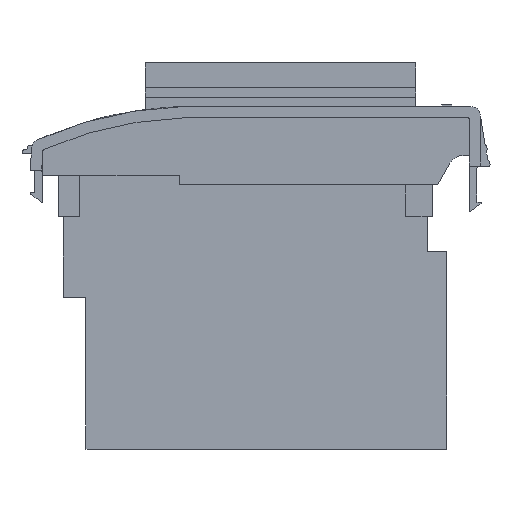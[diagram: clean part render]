
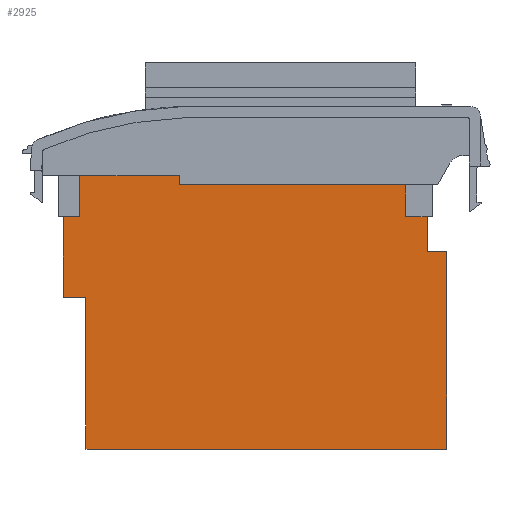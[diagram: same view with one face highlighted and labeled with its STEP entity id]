
A CAD part, left-side view. The second image highlights one B-rep face of the part: STEP entity #2925.
In plain terms, the highlighted planar face has unit normal (-1, 0, 0).
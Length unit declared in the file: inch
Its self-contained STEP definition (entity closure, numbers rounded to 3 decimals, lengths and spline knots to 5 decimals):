
#1188 = VERTEX_POINT ( 'NONE', #7805 ) ;
#1215 = VERTEX_POINT ( 'NONE', #7888 ) ;
#2234 = EDGE_CURVE ( 'NONE', #2238, #2235, #10817, .T. ) ;
#2235 = VERTEX_POINT ( 'NONE', #10809 ) ;
#2238 = VERTEX_POINT ( 'NONE', #10796 ) ;
#2240 = EDGE_CURVE ( 'NONE', #2249, #2238, #10792, .T. ) ;
#2249 = VERTEX_POINT ( 'NONE', #10884 ) ;
#2327 = EDGE_CURVE ( 'NONE', #1188, #2249, #11165, .T. ) ;
#2644 = EDGE_CURVE ( 'NONE', #2701, #2645, #12157, .T. ) ;
#2645 = VERTEX_POINT ( 'NONE', #12152 ) ;
#2693 = EDGE_CURVE ( 'NONE', #2645, #3119, #12310, .T. ) ;
#2700 = EDGE_CURVE ( 'NONE', #1215, #2701, #12405, .T. ) ;
#2701 = VERTEX_POINT ( 'NONE', #12401 ) ;
#2917 = EDGE_CURVE ( 'NONE', #2930, #1215, #11093, .T. ) ;
#2921 = ORIENTED_EDGE ( 'NONE', *, *, #2327, .F. ) ;
#2922 = ORIENTED_EDGE ( 'NONE', *, *, #3125, .F. ) ;
#2923 = ORIENTED_EDGE ( 'NONE', *, *, #2234, .F. ) ;
#2924 = ORIENTED_EDGE ( 'NONE', *, *, #2240, .F. ) ;
#2925 = ADVANCED_FACE ( 'NONE', ( #11192 ), #11154, .T. ) ;
#2926 = ORIENTED_EDGE ( 'NONE', *, *, #2929, .T. ) ;
#2927 = EDGE_LOOP ( 'NONE', ( #2926, #2923, #2924, #2921, #2922, #3019, #3018, #3016, #3012, #3015, #3017, #3013 ) ) ;
#2929 = EDGE_CURVE ( 'NONE', #2930, #2235, #11262, .T. ) ;
#2930 = VERTEX_POINT ( 'NONE', #11254 ) ;
#3012 = ORIENTED_EDGE ( 'NONE', *, *, #2693, .F. ) ;
#3013 = ORIENTED_EDGE ( 'NONE', *, *, #2917, .F. ) ;
#3015 = ORIENTED_EDGE ( 'NONE', *, *, #2644, .F. ) ;
#3016 = ORIENTED_EDGE ( 'NONE', *, *, #3116, .F. ) ;
#3017 = ORIENTED_EDGE ( 'NONE', *, *, #2700, .F. ) ;
#3018 = ORIENTED_EDGE ( 'NONE', *, *, #3182, .F. ) ;
#3019 = ORIENTED_EDGE ( 'NONE', *, *, #3172, .F. ) ;
#3116 = EDGE_CURVE ( 'NONE', #3119, #3121, #11936, .T. ) ;
#3119 = VERTEX_POINT ( 'NONE', #11927 ) ;
#3121 = VERTEX_POINT ( 'NONE', #11925 ) ;
#3125 = EDGE_CURVE ( 'NONE', #3173, #1188, #11912, .T. ) ;
#3172 = EDGE_CURVE ( 'NONE', #3186, #3173, #12069, .T. ) ;
#3173 = VERTEX_POINT ( 'NONE', #12174 ) ;
#3182 = EDGE_CURVE ( 'NONE', #3121, #3186, #12225, .T. ) ;
#3186 = VERTEX_POINT ( 'NONE', #12210 ) ;
#7805 = CARTESIAN_POINT ( 'NONE',  ( 1.84006, 3.99348, 0.505 ) ) ;
#7888 = CARTESIAN_POINT ( 'NONE',  ( 1.84006, 1.59848, 0.235 ) ) ;
#10788 = DIRECTION ( 'NONE',  ( 0., 0., -1. ) ) ;
#10790 = VECTOR ( 'NONE', #10788, 39.37008 ) ;
#10791 = CARTESIAN_POINT ( 'NONE',  ( 1.84006, 3.22916, 0.445 ) ) ;
#10792 = LINE ( 'NONE', #10791, #10790 ) ;
#10796 = CARTESIAN_POINT ( 'NONE',  ( 1.84006, 3.22916, 0.445 ) ) ;
#10809 = CARTESIAN_POINT ( 'NONE',  ( 1.84006, 1.73848, 0.445 ) ) ;
#10812 = DIRECTION ( 'NONE',  ( 0., -1., 0. ) ) ;
#10813 = VECTOR ( 'NONE', #10812, 39.37008 ) ;
#10816 = CARTESIAN_POINT ( 'NONE',  ( 1.84006, 1.52916, 0.445 ) ) ;
#10817 = LINE ( 'NONE', #10816, #10813 ) ;
#10884 = CARTESIAN_POINT ( 'NONE',  ( 1.84006, 3.22916, 0.505 ) ) ;
#11087 = DIRECTION ( 'NONE',  ( 0., -1., 0. ) ) ;
#11089 = VECTOR ( 'NONE', #11087, 39.37008 ) ;
#11091 = CARTESIAN_POINT ( 'NONE',  ( 1.84006, 3.84348, 0.235 ) ) ;
#11093 = LINE ( 'NONE', #11091, #11089 ) ;
#11143 = DIRECTION ( 'NONE',  ( 0., 0., 1. ) ) ;
#11145 = DIRECTION ( 'NONE',  ( -1., 0., 0. ) ) ;
#11147 = CARTESIAN_POINT ( 'NONE',  ( 1.84006, 3.84348, -1.295 ) ) ;
#11149 = AXIS2_PLACEMENT_3D ( 'NONE', #11147, #11145, #11143 ) ;
#11154 = PLANE ( 'NONE',  #11149 ) ;
#11161 = DIRECTION ( 'NONE',  ( 0., -1., 0. ) ) ;
#11162 = VECTOR ( 'NONE', #11161, 39.37008 ) ;
#11163 = CARTESIAN_POINT ( 'NONE',  ( 1.84006, 3.22916, 0.505 ) ) ;
#11165 = LINE ( 'NONE', #11163, #11162 ) ;
#11192 = FACE_OUTER_BOUND ( 'NONE', #2927, .T. ) ;
#11254 = CARTESIAN_POINT ( 'NONE',  ( 1.84006, 1.73848, 0.235 ) ) ;
#11257 = DIRECTION ( 'NONE',  ( 0., 0., 1. ) ) ;
#11258 = VECTOR ( 'NONE', #11257, 39.37008 ) ;
#11261 = CARTESIAN_POINT ( 'NONE',  ( 1.84006, 1.73848, 0.235 ) ) ;
#11262 = LINE ( 'NONE', #11261, #11258 ) ;
#11907 = DIRECTION ( 'NONE',  ( 0., 0., 1. ) ) ;
#11908 = VECTOR ( 'NONE', #11907, 39.37008 ) ;
#11910 = CARTESIAN_POINT ( 'NONE',  ( 1.84006, 3.99348, 0.735 ) ) ;
#11912 = LINE ( 'NONE', #11910, #11908 ) ;
#11925 = CARTESIAN_POINT ( 'NONE',  ( 1.84006, 3.84348, -1.295 ) ) ;
#11927 = CARTESIAN_POINT ( 'NONE',  ( 1.84006, 1.46848, -1.295 ) ) ;
#11930 = DIRECTION ( 'NONE',  ( 0., 1., 0. ) ) ;
#11932 = VECTOR ( 'NONE', #11930, 39.37008 ) ;
#11935 = CARTESIAN_POINT ( 'NONE',  ( 1.84006, 1.46848, -1.295 ) ) ;
#11936 = LINE ( 'NONE', #11935, #11932 ) ;
#12065 = DIRECTION ( 'NONE',  ( 0., 1., 0. ) ) ;
#12066 = VECTOR ( 'NONE', #12065, 39.37008 ) ;
#12067 = CARTESIAN_POINT ( 'NONE',  ( 1.84006, 3.99348, -0.295 ) ) ;
#12069 = LINE ( 'NONE', #12067, #12066 ) ;
#12152 = CARTESIAN_POINT ( 'NONE',  ( 1.84006, 1.46848, 0.005 ) ) ;
#12153 = DIRECTION ( 'NONE',  ( 0., -1., 0. ) ) ;
#12154 = VECTOR ( 'NONE', #12153, 39.37008 ) ;
#12156 = CARTESIAN_POINT ( 'NONE',  ( 1.84006, 1.46848, 0.005 ) ) ;
#12157 = LINE ( 'NONE', #12156, #12154 ) ;
#12174 = CARTESIAN_POINT ( 'NONE',  ( 1.84006, 3.99348, -0.295 ) ) ;
#12210 = CARTESIAN_POINT ( 'NONE',  ( 1.84006, 3.84348, -0.295 ) ) ;
#12222 = DIRECTION ( 'NONE',  ( 0., 0., 1. ) ) ;
#12223 = VECTOR ( 'NONE', #12222, 39.37008 ) ;
#12224 = CARTESIAN_POINT ( 'NONE',  ( 1.84006, 3.84348, -0.295 ) ) ;
#12225 = LINE ( 'NONE', #12224, #12223 ) ;
#12306 = DIRECTION ( 'NONE',  ( 0., 0., -1. ) ) ;
#12307 = VECTOR ( 'NONE', #12306, 39.37008 ) ;
#12308 = CARTESIAN_POINT ( 'NONE',  ( 1.84006, 1.46848, 0.005 ) ) ;
#12310 = LINE ( 'NONE', #12308, #12307 ) ;
#12401 = CARTESIAN_POINT ( 'NONE',  ( 1.84006, 1.59848, 0.005 ) ) ;
#12402 = DIRECTION ( 'NONE',  ( 0., 0., -1. ) ) ;
#12403 = VECTOR ( 'NONE', #12402, 39.37008 ) ;
#12404 = CARTESIAN_POINT ( 'NONE',  ( 1.84006, 1.59848, 0.005 ) ) ;
#12405 = LINE ( 'NONE', #12404, #12403 ) ;
